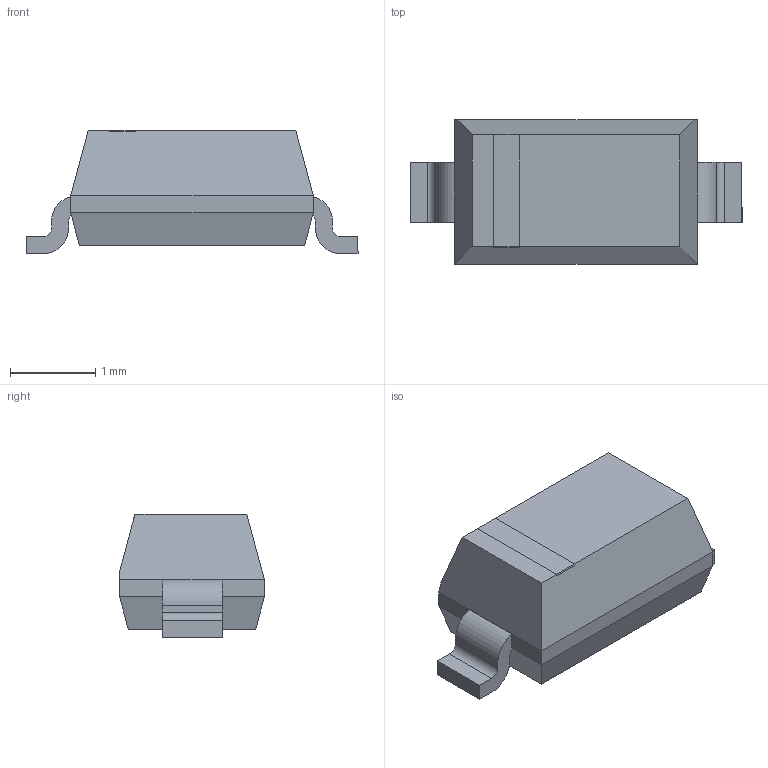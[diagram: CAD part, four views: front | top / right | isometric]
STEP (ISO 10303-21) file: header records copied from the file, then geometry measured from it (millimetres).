
FILE_DESCRIPTION((''),'2;1');
FILE_NAME('SOD3716X145N.stp','2014-09-01T17:38:57',(''),(''),'Mechanical Desktop 2011','Mechanical Desktop 2011',', , ');
FILE_SCHEMA(('AUTOMOTIVE_DESIGN { 1 2 10303 214 1 1 1 1 }'));
Length unit declared in the file: millimetre
Products named in the file (1): Product
Bounding box: 3.9 x 1.7 x 1.45 mm (x, y, z)
Volume: 6 mm3; surface area: 23.8 mm2
Topology: 4 solids, 4 shells, 48 faces, 114 edges, 74 vertices
Faces by surface type: plane 31, bspline 13, cylinder 4
Entity records: 1475 total; most frequent: CARTESIAN_POINT 332, ORIENTED_EDGE 228, DIRECTION 202, EDGE_CURVE 114, VECTOR 98, LINE 98, VERTEX_POINT 74, AXIS2_PLACEMENT_3D 52
